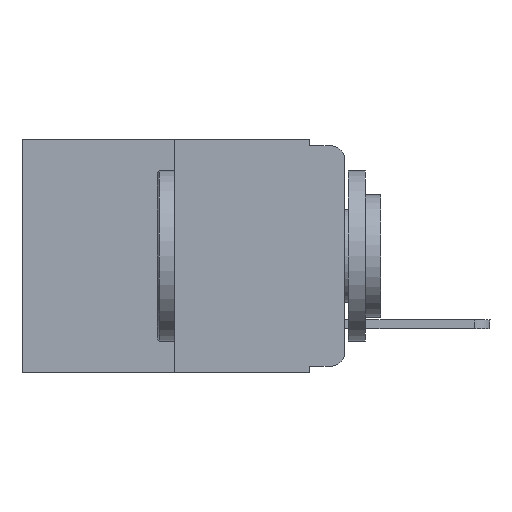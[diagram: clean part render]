
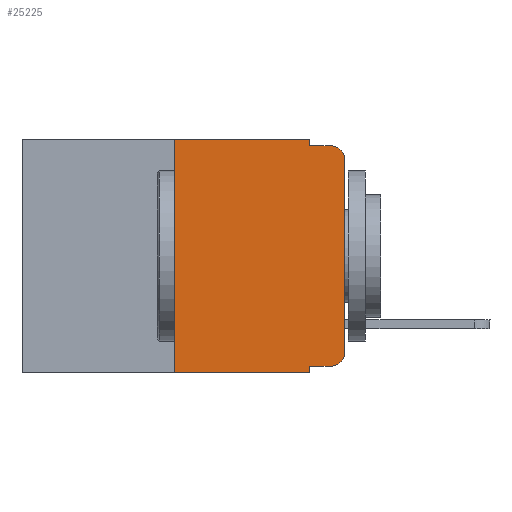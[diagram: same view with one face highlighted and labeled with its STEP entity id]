
A CAD part, left-side view. The second image highlights one B-rep face of the part: STEP entity #25225.
In plain terms, the highlighted planar face has unit normal (-1, 0, 0).
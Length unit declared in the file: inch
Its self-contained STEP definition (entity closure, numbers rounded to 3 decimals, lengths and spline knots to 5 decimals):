
#146 = ORIENTED_EDGE ( 'NONE', *, *, #5548, .F. ) ;
#250 = VERTEX_POINT ( 'NONE', #18967 ) ;
#1033 = DIRECTION ( 'NONE',  ( 0., -1., 0. ) ) ;
#1244 = CARTESIAN_POINT ( 'NONE',  ( 0., 0., 0. ) ) ;
#1369 = DIRECTION ( 'NONE',  ( 0., 0., 1. ) ) ;
#1542 = EDGE_CURVE ( 'NONE', #5636, #11800, #21228, .T. ) ;
#1596 = LINE ( 'NONE', #24768, #23942 ) ;
#1979 = VECTOR ( 'NONE', #19226, 39.37008 ) ;
#2263 = CARTESIAN_POINT ( 'NONE',  ( 0., 0.02, -0.313 ) ) ;
#2636 = DIRECTION ( 'NONE',  ( 0., 0., -1. ) ) ;
#2649 = CARTESIAN_POINT ( 'NONE',  ( 0., 0.02, -0.01 ) ) ;
#3083 = EDGE_CURVE ( 'NONE', #20400, #21549, #10347, .T. ) ;
#3502 = LINE ( 'NONE', #5154, #11996 ) ;
#3617 = EDGE_CURVE ( 'NONE', #5239, #15062, #1596, .T. ) ;
#4563 = VECTOR ( 'NONE', #1369, 39.37008 ) ;
#4951 = VECTOR ( 'NONE', #5284, 39.37008 ) ;
#4954 = DIRECTION ( 'NONE',  ( 0., 0., -1. ) ) ;
#5064 = CARTESIAN_POINT ( 'NONE',  ( 0., 0.473, 0. ) ) ;
#5154 = CARTESIAN_POINT ( 'NONE',  ( 0., 0.473, -0.343 ) ) ;
#5239 = VERTEX_POINT ( 'NONE', #5408 ) ;
#5270 = CARTESIAN_POINT ( 'NONE',  ( 0., 0.051, 0. ) ) ;
#5284 = DIRECTION ( 'NONE',  ( 0., 0., -1. ) ) ;
#5408 = CARTESIAN_POINT ( 'NONE',  ( 0., 0.051, -0.01 ) ) ;
#5545 = EDGE_CURVE ( 'NONE', #21549, #15062, #6436, .T. ) ;
#5548 = EDGE_CURVE ( 'NONE', #250, #5239, #21001, .T. ) ;
#5636 = VERTEX_POINT ( 'NONE', #21379 ) ;
#6338 = LINE ( 'NONE', #14026, #19462 ) ;
#6436 = CIRCLE ( 'NONE', #20770, 0.02 ) ;
#6667 = CARTESIAN_POINT ( 'NONE',  ( 0., 0.051, -0.333 ) ) ;
#7188 = DIRECTION ( 'NONE',  ( 0., -1., 0. ) ) ;
#7649 = ORIENTED_EDGE ( 'NONE', *, *, #9526, .F. ) ;
#7994 = DIRECTION ( 'NONE',  ( 0., -1., 0. ) ) ;
#8432 = CARTESIAN_POINT ( 'NONE',  ( 0., 0., -0.03 ) ) ;
#8695 = CARTESIAN_POINT ( 'NONE',  ( 0., 0.051, 0. ) ) ;
#8750 = FACE_OUTER_BOUND ( 'NONE', #13496, .T. ) ;
#9526 = EDGE_CURVE ( 'NONE', #11800, #250, #22562, .T. ) ;
#10347 = LINE ( 'NONE', #1244, #4563 ) ;
#10556 = PLANE ( 'NONE',  #21892 ) ;
#10634 = LINE ( 'NONE', #8695, #4951 ) ;
#10812 = ORIENTED_EDGE ( 'NONE', *, *, #5545, .T. ) ;
#11800 = VERTEX_POINT ( 'NONE', #20618 ) ;
#11996 = VECTOR ( 'NONE', #18845, 39.37008 ) ;
#12352 = CARTESIAN_POINT ( 'NONE',  ( 0., 0.02, -0.333 ) ) ;
#12413 = VERTEX_POINT ( 'NONE', #6667 ) ;
#12527 = VECTOR ( 'NONE', #1033, 39.37008 ) ;
#13496 = EDGE_LOOP ( 'NONE', ( #23678, #10812, #15265, #146, #7649, #24614, #17863, #19018, #15936, #24780 ) ) ;
#14021 = VECTOR ( 'NONE', #17259, 39.37008 ) ;
#14026 = CARTESIAN_POINT ( 'NONE',  ( 0., 0.051, -0.333 ) ) ;
#14241 = VERTEX_POINT ( 'NONE', #18850 ) ;
#15062 = VERTEX_POINT ( 'NONE', #2649 ) ;
#15206 = CARTESIAN_POINT ( 'NONE',  ( 0., 0.25, 0. ) ) ;
#15265 = ORIENTED_EDGE ( 'NONE', *, *, #3617, .F. ) ;
#15464 = EDGE_CURVE ( 'NONE', #12413, #14241, #10634, .T. ) ;
#15936 = ORIENTED_EDGE ( 'NONE', *, *, #25087, .T. ) ;
#16592 = DIRECTION ( 'NONE',  ( 1., 0., 0. ) ) ;
#16728 = CARTESIAN_POINT ( 'NONE',  ( 0., 0.473, 0. ) ) ;
#17259 = DIRECTION ( 'NONE',  ( 0., 0., 1. ) ) ;
#17843 = CIRCLE ( 'NONE', #21104, 0.02 ) ;
#17863 = ORIENTED_EDGE ( 'NONE', *, *, #21653, .T. ) ;
#18134 = VERTEX_POINT ( 'NONE', #12352 ) ;
#18457 = CARTESIAN_POINT ( 'NONE',  ( 0., 0., -0.313 ) ) ;
#18845 = DIRECTION ( 'NONE',  ( 0., -1., 0. ) ) ;
#18850 = CARTESIAN_POINT ( 'NONE',  ( 0., 0.051, -0.343 ) ) ;
#18967 = CARTESIAN_POINT ( 'NONE',  ( 0., 0.051, 0. ) ) ;
#19018 = ORIENTED_EDGE ( 'NONE', *, *, #15464, .F. ) ;
#19226 = DIRECTION ( 'NONE',  ( 0., 0., -1. ) ) ;
#19462 = VECTOR ( 'NONE', #7994, 39.37008 ) ;
#19814 = DIRECTION ( 'NONE',  ( -1., 0., 0. ) ) ;
#20400 = VERTEX_POINT ( 'NONE', #18457 ) ;
#20618 = CARTESIAN_POINT ( 'NONE',  ( 0., 0.25, 0. ) ) ;
#20770 = AXIS2_PLACEMENT_3D ( 'NONE', #22906, #22776, #25115 ) ;
#21001 = LINE ( 'NONE', #5270, #1979 ) ;
#21104 = AXIS2_PLACEMENT_3D ( 'NONE', #2263, #19814, #2636 ) ;
#21228 = LINE ( 'NONE', #15206, #14021 ) ;
#21379 = CARTESIAN_POINT ( 'NONE',  ( 0., 0.25, -0.343 ) ) ;
#21549 = VERTEX_POINT ( 'NONE', #8432 ) ;
#21653 = EDGE_CURVE ( 'NONE', #5636, #14241, #3502, .T. ) ;
#21892 = AXIS2_PLACEMENT_3D ( 'NONE', #16728, #16592, #4954 ) ;
#22562 = LINE ( 'NONE', #5064, #12527 ) ;
#22776 = DIRECTION ( 'NONE',  ( -1., 0., 0. ) ) ;
#22906 = CARTESIAN_POINT ( 'NONE',  ( 0., 0.02, -0.03 ) ) ;
#23678 = ORIENTED_EDGE ( 'NONE', *, *, #3083, .T. ) ;
#23873 = EDGE_CURVE ( 'NONE', #18134, #20400, #17843, .T. ) ;
#23942 = VECTOR ( 'NONE', #7188, 39.37008 ) ;
#24614 = ORIENTED_EDGE ( 'NONE', *, *, #1542, .F. ) ;
#24768 = CARTESIAN_POINT ( 'NONE',  ( 0., 0.051, -0.01 ) ) ;
#24780 = ORIENTED_EDGE ( 'NONE', *, *, #23873, .T. ) ;
#25087 = EDGE_CURVE ( 'NONE', #12413, #18134, #6338, .T. ) ;
#25115 = DIRECTION ( 'NONE',  ( 0., 0., -1. ) ) ;
#25225 = ADVANCED_FACE ( 'NONE', ( #8750 ), #10556, .F. ) ;
